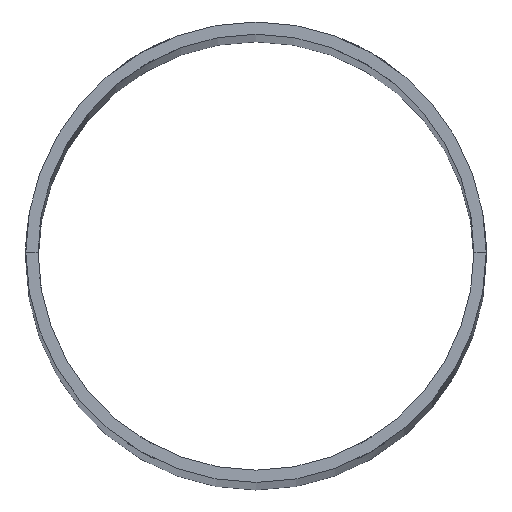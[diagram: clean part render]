
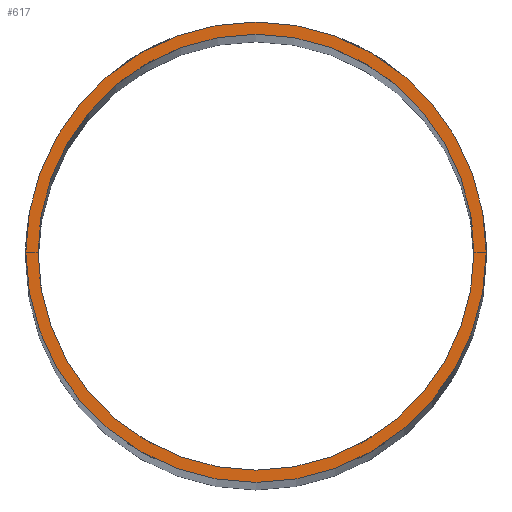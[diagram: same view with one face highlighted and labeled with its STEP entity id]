
A CAD part, top view. The second image highlights one B-rep face of the part: STEP entity #617.
In plain terms, the highlighted planar face has unit normal (0, 0, 1).
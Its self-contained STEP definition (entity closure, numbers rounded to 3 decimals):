
#15 = AXIS2_PLACEMENT_3D ( 'NONE', #1008, #1207, #692 ) ;
#38 = EDGE_CURVE ( 'NONE', #654, #222, #430, .T. ) ;
#94 = ORIENTED_EDGE ( 'NONE', *, *, #954, .T. ) ;
#142 = CARTESIAN_POINT ( 'NONE',  ( 35.5, 0., 352.5 ) ) ;
#163 = CIRCLE ( 'NONE', #1103, 35.5 ) ;
#164 = CARTESIAN_POINT ( 'NONE',  ( 0., 0., 352.5 ) ) ;
#196 = ORIENTED_EDGE ( 'NONE', *, *, #770, .T. ) ;
#222 = VERTEX_POINT ( 'NONE', #142 ) ;
#255 = CARTESIAN_POINT ( 'NONE',  ( 0., 0., 352.5 ) ) ;
#272 = PLANE ( 'NONE',  #1216 ) ;
#297 = FACE_BOUND ( 'NONE', #639, .T. ) ;
#397 = DIRECTION ( 'NONE',  ( 1., 0., 0. ) ) ;
#430 = CIRCLE ( 'NONE', #851, 35.5 ) ;
#494 = FACE_OUTER_BOUND ( 'NONE', #542, .T. ) ;
#499 = CARTESIAN_POINT ( 'NONE',  ( -35.5, 0., 352.5 ) ) ;
#500 = DIRECTION ( 'NONE',  ( 0., 0., 1. ) ) ;
#528 = ORIENTED_EDGE ( 'NONE', *, *, #1204, .F. ) ;
#535 = VERTEX_POINT ( 'NONE', #1221 ) ;
#542 = EDGE_LOOP ( 'NONE', ( #196, #94 ) ) ;
#543 = DIRECTION ( 'NONE',  ( 0., 0., 1. ) ) ;
#574 = DIRECTION ( 'NONE',  ( 1., 0., 0. ) ) ;
#617 = ADVANCED_FACE ( 'NONE', ( #494, #297 ), #272, .T. ) ;
#619 = DIRECTION ( 'NONE',  ( 1., 0., 0. ) ) ;
#625 = AXIS2_PLACEMENT_3D ( 'NONE', #164, #543, #619 ) ;
#639 = EDGE_LOOP ( 'NONE', ( #1349, #528 ) ) ;
#654 = VERTEX_POINT ( 'NONE', #499 ) ;
#692 = DIRECTION ( 'NONE',  ( 1., 0., 0. ) ) ;
#714 = CIRCLE ( 'NONE', #625, 37.5 ) ;
#770 = EDGE_CURVE ( 'NONE', #535, #961, #714, .T. ) ;
#819 = DIRECTION ( 'NONE',  ( 0., 0., 1. ) ) ;
#850 = CIRCLE ( 'NONE', #15, 37.5 ) ;
#851 = AXIS2_PLACEMENT_3D ( 'NONE', #1234, #500, #397 ) ;
#888 = DIRECTION ( 'NONE',  ( 0., 0., 1. ) ) ;
#954 = EDGE_CURVE ( 'NONE', #961, #535, #850, .T. ) ;
#961 = VERTEX_POINT ( 'NONE', #1111 ) ;
#1008 = CARTESIAN_POINT ( 'NONE',  ( 0., 0., 352.5 ) ) ;
#1103 = AXIS2_PLACEMENT_3D ( 'NONE', #255, #888, #574 ) ;
#1111 = CARTESIAN_POINT ( 'NONE',  ( 37.5, 0., 352.5 ) ) ;
#1204 = EDGE_CURVE ( 'NONE', #222, #654, #163, .T. ) ;
#1207 = DIRECTION ( 'NONE',  ( 0., 0., 1. ) ) ;
#1215 = DIRECTION ( 'NONE',  ( 1., 0., 0. ) ) ;
#1216 = AXIS2_PLACEMENT_3D ( 'NONE', #1233, #819, #1215 ) ;
#1221 = CARTESIAN_POINT ( 'NONE',  ( -37.5, 0., 352.5 ) ) ;
#1233 = CARTESIAN_POINT ( 'NONE',  ( 0., 0., 352.5 ) ) ;
#1234 = CARTESIAN_POINT ( 'NONE',  ( 0., 0., 352.5 ) ) ;
#1349 = ORIENTED_EDGE ( 'NONE', *, *, #38, .F. ) ;
